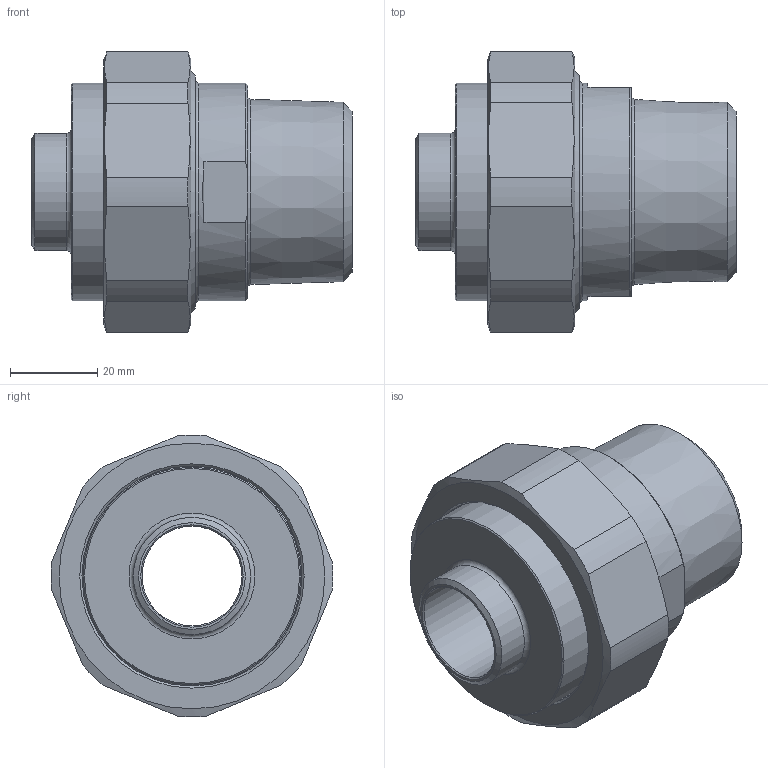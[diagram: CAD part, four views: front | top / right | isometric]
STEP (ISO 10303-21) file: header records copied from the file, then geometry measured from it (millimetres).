
FILE_DESCRIPTION(/* description */ (''),/* implementation_level */ '2;1');
FILE_NAME(/* name */ '3D_R134-SE-UG-26.9-DN32_17101922.stp',/* time_stamp */ '2021-06-28T13:05:11+02:00',/* author */ ('cad'),/* organization */ (''),/* preprocessor_version */ 'ST-DEVELOPER v18.1',/* originating_system */ 'Autodesk Inventor 2022',/* authorisation */ '');
FILE_SCHEMA (('AUTOMOTIVE_DESIGN { 1 0 10303 214 3 1 1 }'));
Length unit declared in the file: millimetre
Products named in the file (4): 3D_R134-SE-UG-26.9-DN32_17101922; 3D_R134-M-DN32_171011625; 3D_R134-UG-DN32_171011425; 3D_R134-SE-26.9-42.4_171011227
Assembly tree (3 placements, depth 2):
  3D_R134-SE-UG-26.9-DN32_17101922
    3D_R134-M-DN32_171011625
    3D_R134-UG-DN32_171011425
    3D_R134-SE-26.9-42.4_171011227
Bounding box: 73.5 x 64.68 x 64.66 mm (x, y, z)
Volume: 89045.5 mm3; surface area: 32913.7 mm2
Topology: 3 solids, 3 shells, 73 faces, 174 edges, 114 vertices
Faces by surface type: plane 25, cone 21, cylinder 18, torus 9
Full cylindrical faces by diameter (mm): 22.9 x1, 26.9 x1, 32 x1, 32.2 x1, 50 x2, 50.5 x1, 54 x1, 54.376 x1, 55.85 x1
Entity records: 2296 total; most frequent: DIRECTION 415, CARTESIAN_POINT 408, ORIENTED_EDGE 348, AXIS2_PLACEMENT_3D 181, EDGE_CURVE 174, VERTEX_POINT 114, CIRCLE 99, EDGE_LOOP 86
